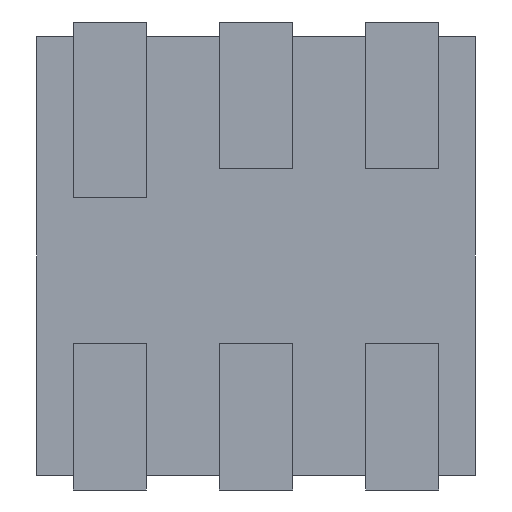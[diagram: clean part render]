
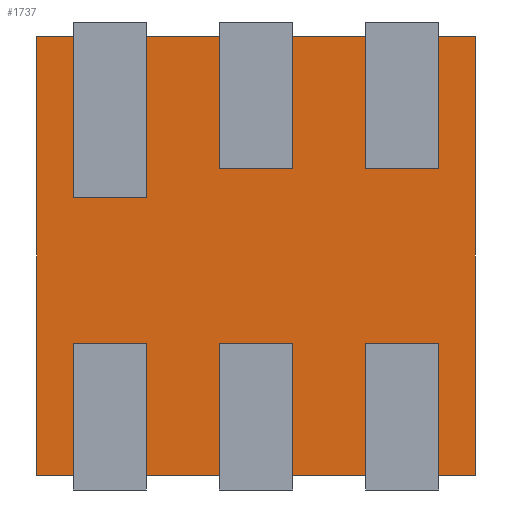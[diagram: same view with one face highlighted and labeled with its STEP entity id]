
A CAD part, front view. The second image highlights one B-rep face of the part: STEP entity #1737.
In plain terms, the highlighted planar face has unit normal (0, -1, 0).
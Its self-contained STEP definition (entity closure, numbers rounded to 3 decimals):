
#1580 = CARTESIAN_POINT ( 'NONE',  ( -0.75, 0.05, -0.75 ) ) ;
#1581 = VERTEX_POINT ( 'NONE', #1580 ) ;
#1582 = CARTESIAN_POINT ( 'NONE',  ( -0.75, 0.05, 0.75 ) ) ;
#1583 = VERTEX_POINT ( 'NONE', #1582 ) ;
#1584 = CARTESIAN_POINT ( 'NONE',  ( -0.75, 0.05, 0.75 ) ) ;
#1585 = DIRECTION ( 'NONE',  ( 0., 0., 1. ) ) ;
#1586 = VECTOR ( 'NONE', #1585, 1000. ) ;
#1587 = LINE ( 'NONE', #1584, #1586 ) ;
#1588 = EDGE_CURVE ( 'NONE', #1581, #1583, #1587, .T. ) ;
#1620 = CARTESIAN_POINT ( 'NONE',  ( 0.75, 0.05, 0.75 ) ) ;
#1621 = VERTEX_POINT ( 'NONE', #1620 ) ;
#1622 = CARTESIAN_POINT ( 'NONE',  ( 0.75, 0.05, 0.75 ) ) ;
#1623 = DIRECTION ( 'NONE',  ( 1., 0., 0. ) ) ;
#1624 = VECTOR ( 'NONE', #1623, 1000. ) ;
#1625 = LINE ( 'NONE', #1622, #1624 ) ;
#1626 = EDGE_CURVE ( 'NONE', #1583, #1621, #1625, .T. ) ;
#1651 = CARTESIAN_POINT ( 'NONE',  ( 0.75, 0.05, -0.75 ) ) ;
#1652 = VERTEX_POINT ( 'NONE', #1651 ) ;
#1653 = CARTESIAN_POINT ( 'NONE',  ( 0.75, 0.05, 0.75 ) ) ;
#1654 = DIRECTION ( 'NONE',  ( 0., 0., -1. ) ) ;
#1655 = VECTOR ( 'NONE', #1654, 1000. ) ;
#1656 = LINE ( 'NONE', #1653, #1655 ) ;
#1657 = EDGE_CURVE ( 'NONE', #1621, #1652, #1656, .T. ) ;
#1682 = CARTESIAN_POINT ( 'NONE',  ( 0.75, 0.05, -0.75 ) ) ;
#1683 = DIRECTION ( 'NONE',  ( -1., 0., 0. ) ) ;
#1684 = VECTOR ( 'NONE', #1683, 1000. ) ;
#1685 = LINE ( 'NONE', #1682, #1684 ) ;
#1686 = EDGE_CURVE ( 'NONE', #1652, #1581, #1685, .T. ) ;
#1726 = ORIENTED_EDGE ( 'NONE', *, *, #1588, .F. ) ;
#1727 = ORIENTED_EDGE ( 'NONE', *, *, #1686, .F. ) ;
#1728 = ORIENTED_EDGE ( 'NONE', *, *, #1657, .F. ) ;
#1729 = ORIENTED_EDGE ( 'NONE', *, *, #1626, .F. ) ;
#1730 = EDGE_LOOP ( 'NONE', ( #1726, #1727, #1728, #1729 ) ) ;
#1731 = FACE_OUTER_BOUND ( 'NONE', #1730, .T. ) ;
#1732 = CARTESIAN_POINT ( 'NONE',  ( 0., 0.05, 0. ) ) ;
#1733 = DIRECTION ( 'NONE',  ( 0., 1., 0. ) ) ;
#1734 = DIRECTION ( 'NONE',  ( 0., 0., 1. ) ) ;
#1735 = AXIS2_PLACEMENT_3D ( 'NONE', #1732, #1733, #1734 ) ;
#1736 = PLANE ( 'NONE', #1735 ) ;
#1737 = ADVANCED_FACE ( 'NONE', ( #1731 ), #1736, .F. ) ;
